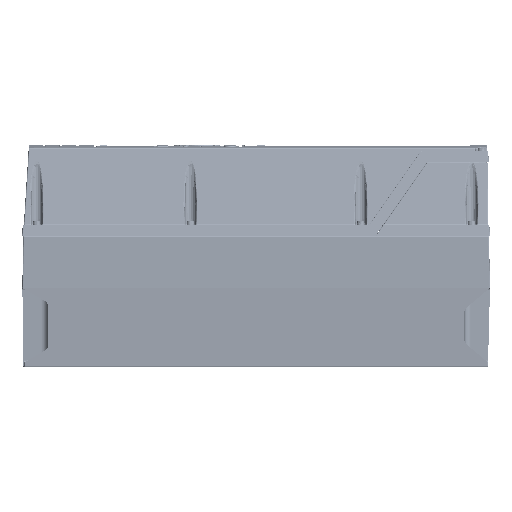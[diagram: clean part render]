
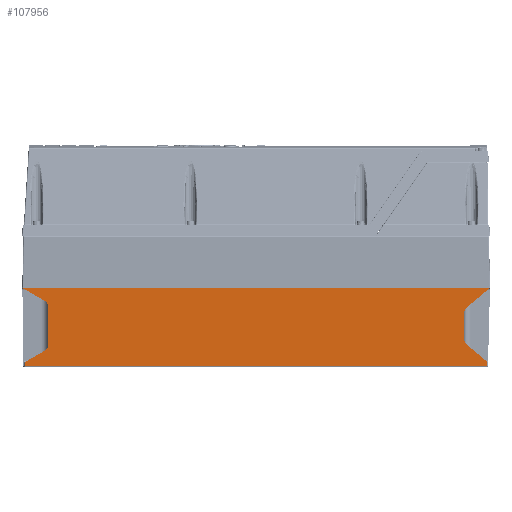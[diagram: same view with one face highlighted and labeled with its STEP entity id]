
A CAD part, left-side view. The second image highlights one B-rep face of the part: STEP entity #107956.
In plain terms, the highlighted planar face has unit normal (-1, 0, -0.026).
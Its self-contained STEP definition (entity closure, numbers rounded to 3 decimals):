
#1243=CARTESIAN_POINT('',(-121.,416.96,-46.75));
#1244=CARTESIAN_POINT('',(-121.,416.984,
-46.759));
#1245=CARTESIAN_POINT('',(-120.999,417.025,
-46.784));
#1246=CARTESIAN_POINT('',(-120.997,417.06,
-46.858));
#1247=CARTESIAN_POINT('',(-120.995,417.088,
-46.925));
#1248=CARTESIAN_POINT('',(-120.993,417.114,
-47.006));
#1249=CARTESIAN_POINT('',(-120.991,417.14,
-47.098));
#1250=CARTESIAN_POINT('',(-120.989,417.158,
-47.17));
#1251=CARTESIAN_POINT('',(-120.988,417.167,
-47.208));
#1276=CARTESIAN_POINT('',(-120.983,-1.285,
-47.384));
#1278=CARTESIAN_POINT('',(-120.983,-1.285,
-47.384));
#1279=CARTESIAN_POINT('',(-120.985,-1.276,
-47.341));
#1280=CARTESIAN_POINT('',(-120.987,-1.259,
-47.26));
#1281=CARTESIAN_POINT('',(-120.99,-1.233,
-47.147));
#1282=CARTESIAN_POINT('',(-120.992,-1.205,
-47.043));
#1283=CARTESIAN_POINT('',(-120.995,-1.177,
-46.949));
#1284=CARTESIAN_POINT('',(-120.997,-1.143,
-46.866));
#1285=CARTESIAN_POINT('',(-120.999,-1.108,
-46.786));
#1286=CARTESIAN_POINT('',(-121.,-1.062,
-46.759));
#1287=CARTESIAN_POINT('',(-121.,-1.045,-46.75));
#2441=DIRECTION('',(0.026,-0.026,-0.999));
#2442=VECTOR('',#2441,3.843);
#2443=CARTESIAN_POINT('',(-119.26,415.221,
-113.185));
#2444=LINE('',#2443,#2442);
#2449=DIRECTION('',(-0.013,-0.866,0.5));
#2450=VECTOR('',#2449,20.51);
#2451=CARTESIAN_POINT('',(-119.26,415.221,
-113.185));
#2452=LINE('',#2451,#2450);
#2453=DIRECTION('',(-0.013,0.866,0.5));
#2454=VECTOR('',#2453,22.758);
#2455=CARTESIAN_POINT('',(-120.69,397.46,
-58.586));
#2456=LINE('',#2455,#2454);
#2457=DIRECTION('',(0.,-1.,0.));
#2458=VECTOR('',#2457,418.005);
#2459=CARTESIAN_POINT('',(-121.,416.96,-46.75));
#2460=LINE('',#2459,#2458);
#2461=DIRECTION('',(0.017,0.766,-0.643));
#2462=VECTOR('',#2461,26.711);
#2463=CARTESIAN_POINT('',(-120.983,-1.285,
-47.384));
#2464=LINE('',#2463,#2462);
#2465=DIRECTION('',(0.017,-0.766,-0.643));
#2466=VECTOR('',#2465,24.129);
#2467=CARTESIAN_POINT('',(-119.673,19.174,
-97.426));
#2468=LINE('',#2467,#2466);
#2469=DIRECTION('',(0.026,0.026,-0.999));
#2470=VECTOR('',#2469,4.096);
#2471=CARTESIAN_POINT('',(-119.267,0.693,
-112.933));
#2472=LINE('',#2471,#2470);
#2678=CARTESIAN_POINT('',(-120.69,397.46,
-58.586));
#2679=CARTESIAN_POINT('',(-120.684,397.074,
-58.809));
#2680=CARTESIAN_POINT('',(-120.67,396.388,
-59.338));
#2681=CARTESIAN_POINT('',(-120.643,395.579,
-60.386));
#2682=CARTESIAN_POINT('',(-120.611,395.075,
-61.611));
#2683=CARTESIAN_POINT('',(-120.588,394.96,
-62.47));
#2684=CARTESIAN_POINT('',(-120.577,394.96,-62.916));
#2737=DIRECTION('',(0.026,0.,-1.));
#2738=VECTOR('',#2737,35.698);
#2739=CARTESIAN_POINT('',(-120.577,394.96,-62.916));
#2740=LINE('',#2739,#2738);
#2752=CARTESIAN_POINT('',(-119.642,394.96,-98.601));
#2753=CARTESIAN_POINT('',(-119.631,394.96,
-99.047));
#2754=CARTESIAN_POINT('',(-119.608,395.075,
-99.906));
#2755=CARTESIAN_POINT('',(-119.576,395.579,
-101.131));
#2756=CARTESIAN_POINT('',(-119.549,396.388,
-102.179));
#2757=CARTESIAN_POINT('',(-119.535,397.074,
-102.708));
#2758=CARTESIAN_POINT('',(-119.529,397.46,
-102.931));
#87758=DIRECTION('',(-0.026,0.,1.));
#87759=VECTOR('',#87758,25.223);
#87760=CARTESIAN_POINT('',(-119.773,20.96,-93.595));
#87761=LINE('',#87760,#87759);
#87766=CARTESIAN_POINT('',(-119.673,19.174,
-97.426));
#87767=CARTESIAN_POINT('',(-119.699,20.365,
-96.426));
#87768=CARTESIAN_POINT('',(-119.733,20.96,
-95.15));
#87769=CARTESIAN_POINT('',(-119.773,20.96,
-93.595));
#87789=CARTESIAN_POINT('',(-120.434,20.96,
-68.381));
#87790=CARTESIAN_POINT('',(-120.474,20.96,
-66.827));
#87791=CARTESIAN_POINT('',(-120.508,20.365,
-65.55));
#87792=CARTESIAN_POINT('',(-120.534,19.174,
-64.551));
#88130=DIRECTION('',(0.,-1.,0.));
#88131=VECTOR('',#88130,414.32);
#88132=CARTESIAN_POINT('',(-119.16,415.12,
-117.026));
#88133=LINE('',#88132,#88131);
#92314=VERTEX_POINT('',#1276);
#92315=VERTEX_POINT('',#1287);
#92320=CARTESIAN_POINT('',(-120.534,19.174,
-64.551));
#92321=VERTEX_POINT('',#92320);
#92433=CARTESIAN_POINT('',(-119.16,415.12,
-117.026));
#92434=VERTEX_POINT('',#92433);
#92435=CARTESIAN_POINT('',(-119.26,415.221,
-113.185));
#92436=VERTEX_POINT('',#92435);
#92437=CARTESIAN_POINT('',(-119.529,397.46,
-102.931));
#92438=VERTEX_POINT('',#92437);
#92439=VERTEX_POINT('',#2752);
#92440=CARTESIAN_POINT('',(-120.577,394.96,-62.916));
#92441=VERTEX_POINT('',#92440);
#92442=VERTEX_POINT('',#2678);
#92443=CARTESIAN_POINT('',(-120.988,417.167,
-47.208));
#92444=VERTEX_POINT('',#92443);
#92445=VERTEX_POINT('',#1243);
#92446=VERTEX_POINT('',#87789);
#92447=CARTESIAN_POINT('',(-119.773,20.96,-93.595));
#92448=VERTEX_POINT('',#92447);
#92449=VERTEX_POINT('',#87766);
#92450=CARTESIAN_POINT('',(-119.267,0.693,
-112.933));
#92451=VERTEX_POINT('',#92450);
#92452=CARTESIAN_POINT('',(-119.16,0.8,
-117.026));
#92453=VERTEX_POINT('',#92452);
#107921=CARTESIAN_POINT('',(-121.,417.96,-46.75));
#107922=DIRECTION('',(-1.,0.,-0.026));
#107923=DIRECTION('',(0.,-1.,0.));
#107924=AXIS2_PLACEMENT_3D('',#107921,#107922,#107923);
#107925=PLANE('',#107924);
#107927=ORIENTED_EDGE('',*,*,#107926,.T.);
#107929=ORIENTED_EDGE('',*,*,#107928,.F.);
#107931=ORIENTED_EDGE('',*,*,#107930,.F.);
#107933=ORIENTED_EDGE('',*,*,#107932,.F.);
#107935=ORIENTED_EDGE('',*,*,#107934,.T.);
#107936=ORIENTED_EDGE('',*,*,#106192,.F.);
#107937=ORIENTED_EDGE('',*,*,#106215,.T.);
#107938=ORIENTED_EDGE('',*,*,#106238,.F.);
#107940=ORIENTED_EDGE('',*,*,#107939,.T.);
#107942=ORIENTED_EDGE('',*,*,#107941,.F.);
#107944=ORIENTED_EDGE('',*,*,#107943,.F.);
#107946=ORIENTED_EDGE('',*,*,#107945,.F.);
#107948=ORIENTED_EDGE('',*,*,#107947,.T.);
#107950=ORIENTED_EDGE('',*,*,#107949,.T.);
#107952=ORIENTED_EDGE('',*,*,#107951,.F.);
#107953=ORIENTED_EDGE('',*,*,#107905,.F.);
#107954=EDGE_LOOP('',(#107927,#107929,#107931,#107933,#107935,#107936,#107937,
#107938,#107940,#107942,#107944,#107946,#107948,#107950,#107952,#107953));
#107955=FACE_OUTER_BOUND('',#107954,.F.);
#107956=ADVANCED_FACE('',(#107955),#107925,.T.);
#1252=B_SPLINE_CURVE_WITH_KNOTS('',3,(#1243,#1244,#1245,#1246,#1247,#1248,#1249,
#1250,#1251),.UNSPECIFIED.,.F.,.F.,(4,1,1,1,1,1,4),(0.,0.167,
0.333,0.5,0.667,0.833,1.),
.UNSPECIFIED.);
#1288=B_SPLINE_CURVE_WITH_KNOTS('',3,(#1278,#1279,#1280,#1281,#1282,#1283,#1284,
#1285,#1286,#1287),.UNSPECIFIED.,.F.,.F.,(4,1,1,1,1,1,1,4),(0.,
0.143,0.286,0.429,0.571,
0.714,0.857,1.),.UNSPECIFIED.);
#2685=B_SPLINE_CURVE_WITH_KNOTS('',3,(#2678,#2679,#2680,#2681,#2682,#2683,
#2684),.UNSPECIFIED.,.F.,.F.,(4,1,1,1,4),(0.,0.25,0.5,0.75,1.),
.UNSPECIFIED.);
#2759=B_SPLINE_CURVE_WITH_KNOTS('',3,(#2752,#2753,#2754,#2755,#2756,#2757,
#2758),.UNSPECIFIED.,.F.,.F.,(4,1,1,1,4),(0.,0.25,0.5,0.75,1.),
.UNSPECIFIED.);
#87770=B_SPLINE_CURVE_WITH_KNOTS('',3,(#87766,#87767,#87768,#87769),
.UNSPECIFIED.,.F.,.F.,(4,4),(0.,1.),.UNSPECIFIED.);
#87793=B_SPLINE_CURVE_WITH_KNOTS('',3,(#87789,#87790,#87791,#87792),
.UNSPECIFIED.,.F.,.F.,(4,4),(0.,1.),.UNSPECIFIED.);
#106192=EDGE_CURVE('',#92445,#92444,#1252,.T.);
#106215=EDGE_CURVE('',#92445,#92315,#2460,.T.);
#106238=EDGE_CURVE('',#92314,#92315,#1288,.T.);
#107905=EDGE_CURVE('',#92436,#92434,#2444,.T.);
#107926=EDGE_CURVE('',#92436,#92438,#2452,.T.);
#107928=EDGE_CURVE('',#92439,#92438,#2759,.T.);
#107930=EDGE_CURVE('',#92441,#92439,#2740,.T.);
#107932=EDGE_CURVE('',#92442,#92441,#2685,.T.);
#107934=EDGE_CURVE('',#92442,#92444,#2456,.T.);
#107939=EDGE_CURVE('',#92314,#92321,#2464,.T.);
#107941=EDGE_CURVE('',#92446,#92321,#87793,.T.);
#107943=EDGE_CURVE('',#92448,#92446,#87761,.T.);
#107945=EDGE_CURVE('',#92449,#92448,#87770,.T.);
#107947=EDGE_CURVE('',#92449,#92451,#2468,.T.);
#107949=EDGE_CURVE('',#92451,#92453,#2472,.T.);
#107951=EDGE_CURVE('',#92434,#92453,#88133,.T.);
